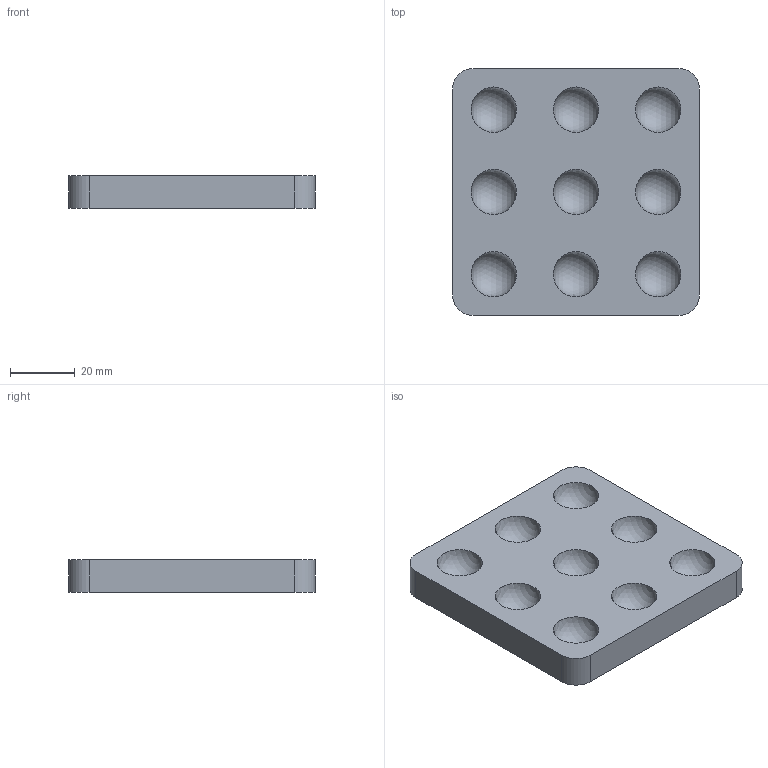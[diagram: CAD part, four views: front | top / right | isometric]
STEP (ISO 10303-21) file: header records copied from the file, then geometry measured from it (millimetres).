
FILE_DESCRIPTION(/* description */ ('STEP AP242','CAx-IF Rec.Pracs.---Representation and Presentation of Product Manufacturing Information (PMI)---4.0---2014-10-13','CAx-IF Rec.Pracs.---3D Tessellated Geometry---0.4---2014-09-14','2;1'),/* implementation_level */ '2;1');
FILE_NAME(/* name */ '6601c971c1919b3c5bc8f68a',/* time_stamp */ '2024-03-25T18:58:57Z',/* author */ (''),/* organization */ (''),/* preprocessor_version */ 'ST-DEVELOPER v19.4',/* originating_system */ ' ',/* authorisation */ ' ');
FILE_SCHEMA (('AP242_MANAGED_MODEL_BASED_3D_ENGINEERING_MIM_LF { 1 0 10303 442 1 1 4 }'));
Length unit declared in the file: metre
Products named in the file (1): Board 10 mm
Bounding box: 76.2 x 76.2 x 10 mm (x, y, z)
Volume: 51252.9 mm3; surface area: 15868.1 mm2
Topology: 1 solids, 1 shells, 19 faces, 60 edges, 34 vertices
Faces by surface type: sphere 9, plane 6, cylinder 4
Entity records: 498 total; most frequent: DIRECTION 90, CARTESIAN_POINT 78, ORIENTED_EDGE 66, AXIS2_PLACEMENT_3D 37, EDGE_CURVE 33, EDGE_LOOP 28, FACE_BOUND 28, VERTEX_POINT 25
